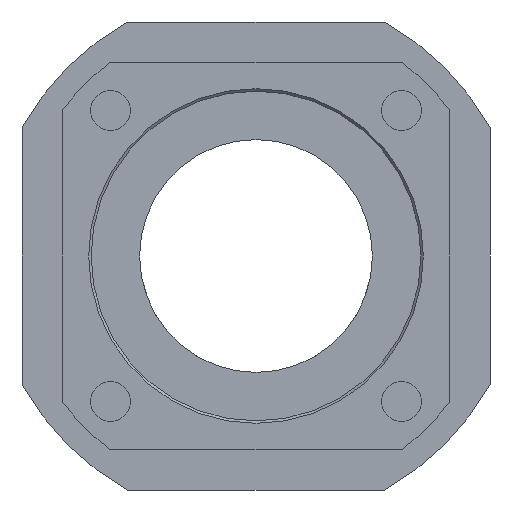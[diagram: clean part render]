
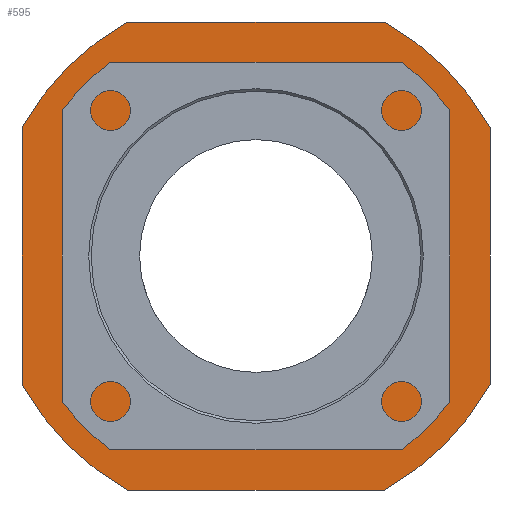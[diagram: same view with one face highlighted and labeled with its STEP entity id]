
A CAD part, front view. The second image highlights one B-rep face of the part: STEP entity #595.
In plain terms, the highlighted planar face has unit normal (0, -1, 0).
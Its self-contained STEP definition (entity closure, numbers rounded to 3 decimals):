
#48=LINE('',#1187,#80);
#52=LINE('',#1196,#84);
#56=LINE('',#1205,#88);
#60=LINE('',#1214,#92);
#80=VECTOR('',#730,52.799);
#84=VECTOR('',#736,52.799);
#88=VECTOR('',#742,52.799);
#92=VECTOR('',#748,52.799);
#110=PLANE('',#641);
#129=FACE_BOUND('',#207,.T.);
#162=FACE_OUTER_BOUND('',#206,.T.);
#206=EDGE_LOOP('',(#448,#449,#450,#451,#452,#453,#454,#455));
#207=EDGE_LOOP('',(#456));
#261=CIRCLE('',#642,55.);
#262=CIRCLE('',#643,55.);
#263=CIRCLE('',#644,55.);
#264=CIRCLE('',#645,55.);
#265=CIRCLE('',#646,30.);
#305=VERTEX_POINT('',#1181);
#307=VERTEX_POINT('',#1185);
#309=VERTEX_POINT('',#1190);
#311=VERTEX_POINT('',#1194);
#313=VERTEX_POINT('',#1199);
#315=VERTEX_POINT('',#1203);
#317=VERTEX_POINT('',#1208);
#319=VERTEX_POINT('',#1212);
#320=VERTEX_POINT('',#1220);
#362=EDGE_CURVE('',#305,#307,#48,.T.);
#366=EDGE_CURVE('',#309,#311,#52,.T.);
#370=EDGE_CURVE('',#313,#315,#56,.T.);
#374=EDGE_CURVE('',#317,#319,#60,.T.);
#375=EDGE_CURVE('',#307,#309,#261,.T.);
#376=EDGE_CURVE('',#311,#313,#262,.T.);
#377=EDGE_CURVE('',#315,#317,#263,.T.);
#378=EDGE_CURVE('',#319,#305,#264,.T.);
#379=EDGE_CURVE('',#320,#320,#265,.T.);
#448=ORIENTED_EDGE('',*,*,#362,.T.);
#449=ORIENTED_EDGE('',*,*,#375,.T.);
#450=ORIENTED_EDGE('',*,*,#366,.T.);
#451=ORIENTED_EDGE('',*,*,#376,.T.);
#452=ORIENTED_EDGE('',*,*,#370,.T.);
#453=ORIENTED_EDGE('',*,*,#377,.T.);
#454=ORIENTED_EDGE('',*,*,#374,.T.);
#455=ORIENTED_EDGE('',*,*,#378,.T.);
#456=ORIENTED_EDGE('',*,*,#379,.F.);
#595=ADVANCED_FACE('',(#162,#129),#110,.T.);
#641=AXIS2_PLACEMENT_3D('',#1215,#749,#750);
#642=AXIS2_PLACEMENT_3D('',#1216,#751,#752);
#643=AXIS2_PLACEMENT_3D('',#1217,#753,#754);
#644=AXIS2_PLACEMENT_3D('',#1218,#755,#756);
#645=AXIS2_PLACEMENT_3D('',#1219,#757,#758);
#646=AXIS2_PLACEMENT_3D('',#1221,#759,#760);
#730=DIRECTION('',(0.,0.,1.));
#736=DIRECTION('',(-1.,0.,0.));
#742=DIRECTION('',(0.,0.,-1.));
#748=DIRECTION('',(1.,0.,0.));
#749=DIRECTION('center_axis',(0.,-1.,0.));
#750=DIRECTION('ref_axis',(0.,0.,-1.));
#751=DIRECTION('center_axis',(0.,-1.,0.));
#752=DIRECTION('ref_axis',(1.,0.,0.));
#753=DIRECTION('center_axis',(0.,-1.,0.));
#754=DIRECTION('ref_axis',(1.,0.,0.));
#755=DIRECTION('center_axis',(0.,-1.,0.));
#756=DIRECTION('ref_axis',(1.,0.,0.));
#757=DIRECTION('center_axis',(0.,-1.,0.));
#758=DIRECTION('ref_axis',(1.,0.,0.));
#759=DIRECTION('center_axis',(0.,-1.,0.));
#760=DIRECTION('ref_axis',(1.,0.,0.));
#1181=CARTESIAN_POINT('',(48.25,94.,-26.4));
#1185=CARTESIAN_POINT('',(48.25,94.,26.4));
#1187=CARTESIAN_POINT('',(48.25,94.,-24.125));
#1190=CARTESIAN_POINT('',(26.4,94.,48.25));
#1194=CARTESIAN_POINT('',(-26.4,94.,48.25));
#1196=CARTESIAN_POINT('',(45.375,94.,48.25));
#1199=CARTESIAN_POINT('',(-48.25,94.,26.4));
#1203=CARTESIAN_POINT('',(-48.25,94.,-26.4));
#1205=CARTESIAN_POINT('',(-48.25,94.,24.125));
#1208=CARTESIAN_POINT('',(-26.4,94.,-48.25));
#1212=CARTESIAN_POINT('',(26.4,94.,-48.25));
#1214=CARTESIAN_POINT('',(-2.875,94.,-48.25));
#1215=CARTESIAN_POINT('Origin',(42.5,94.,0.));
#1216=CARTESIAN_POINT('Origin',(0.,94.,0.));
#1217=CARTESIAN_POINT('Origin',(0.,94.,0.));
#1218=CARTESIAN_POINT('Origin',(0.,94.,0.));
#1219=CARTESIAN_POINT('Origin',(0.,94.,0.));
#1220=CARTESIAN_POINT('',(30.,94.,0.));
#1221=CARTESIAN_POINT('Origin',(0.,94.,0.));
